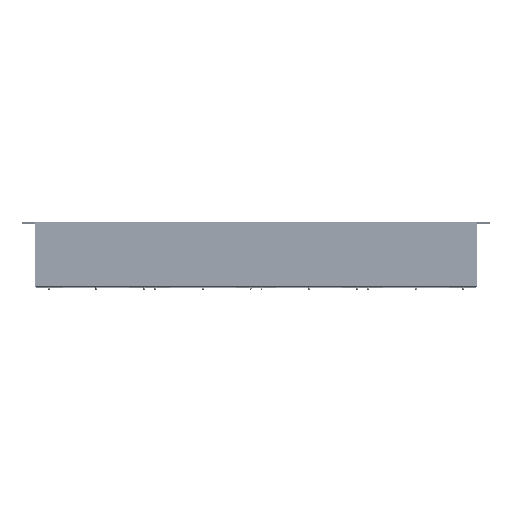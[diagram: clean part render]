
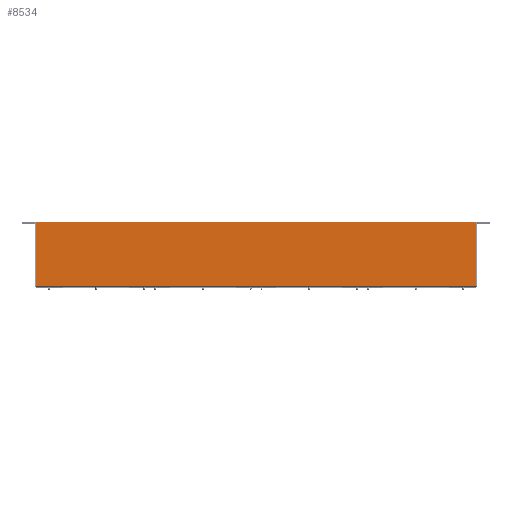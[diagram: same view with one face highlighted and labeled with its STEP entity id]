
A CAD part, top view. The second image highlights one B-rep face of the part: STEP entity #8534.
In plain terms, the highlighted planar face has unit normal (0, 0, 1).
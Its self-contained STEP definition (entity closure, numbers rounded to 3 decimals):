
#1102 = LINE ( 'NONE', #43925, #23698 ) ;
#1188 = CARTESIAN_POINT ( 'NONE',  ( 882., 0., 0. ) ) ;
#8005 = ORIENTED_EDGE ( 'NONE', *, *, #12217, .T. ) ;
#8534 = ADVANCED_FACE ( 'NONE', ( #34828 ), #42300, .F. ) ;
#9553 = DIRECTION ( 'NONE',  ( -1., 0., 0. ) ) ;
#9593 = VERTEX_POINT ( 'NONE', #1188 ) ;
#10679 = CARTESIAN_POINT ( 'NONE',  ( 882., -128., 0. ) ) ;
#12217 = EDGE_CURVE ( 'NONE', #9593, #26682, #37747, .T. ) ;
#14985 = EDGE_CURVE ( 'NONE', #9593, #35431, #36248, .T. ) ;
#15373 = DIRECTION ( 'NONE',  ( -1., 0., 0. ) ) ;
#16365 = CARTESIAN_POINT ( 'NONE',  ( 0., 0., 0. ) ) ;
#16443 = LINE ( 'NONE', #41470, #44891 ) ;
#16787 = CARTESIAN_POINT ( 'NONE',  ( 882., 0., 0. ) ) ;
#19103 = VECTOR ( 'NONE', #21523, 1000. ) ;
#20904 = VERTEX_POINT ( 'NONE', #35331 ) ;
#20995 = ORIENTED_EDGE ( 'NONE', *, *, #14985, .F. ) ;
#21523 = DIRECTION ( 'NONE',  ( 0., -1., 0. ) ) ;
#23698 = VECTOR ( 'NONE', #15373, 1000. ) ;
#23704 = DIRECTION ( 'NONE',  ( 0., -1., 0. ) ) ;
#24047 = DIRECTION ( 'NONE',  ( 0., 0., -1. ) ) ;
#24403 = DIRECTION ( 'NONE',  ( -1., 0., 0. ) ) ;
#24537 = EDGE_CURVE ( 'NONE', #35431, #20904, #1102, .T. ) ;
#25951 = CARTESIAN_POINT ( 'NONE',  ( 882., 0., 0. ) ) ;
#26682 = VERTEX_POINT ( 'NONE', #16365 ) ;
#27218 = CARTESIAN_POINT ( 'NONE',  ( 882., 0., 0. ) ) ;
#30010 = EDGE_CURVE ( 'NONE', #26682, #20904, #16443, .T. ) ;
#34828 = FACE_OUTER_BOUND ( 'NONE', #41725, .T. ) ;
#35331 = CARTESIAN_POINT ( 'NONE',  ( 0., -128., 0. ) ) ;
#35431 = VERTEX_POINT ( 'NONE', #10679 ) ;
#35990 = ORIENTED_EDGE ( 'NONE', *, *, #30010, .T. ) ;
#36248 = LINE ( 'NONE', #25951, #19103 ) ;
#37747 = LINE ( 'NONE', #27218, #45155 ) ;
#40637 = AXIS2_PLACEMENT_3D ( 'NONE', #16787, #24047, #9553 ) ;
#41470 = CARTESIAN_POINT ( 'NONE',  ( 0., 0., 0. ) ) ;
#41725 = EDGE_LOOP ( 'NONE', ( #35990, #42591, #20995, #8005 ) ) ;
#42300 = PLANE ( 'NONE',  #40637 ) ;
#42591 = ORIENTED_EDGE ( 'NONE', *, *, #24537, .F. ) ;
#43925 = CARTESIAN_POINT ( 'NONE',  ( 882., -128., 0. ) ) ;
#44891 = VECTOR ( 'NONE', #23704, 1000. ) ;
#45155 = VECTOR ( 'NONE', #24403, 1000. ) ;
